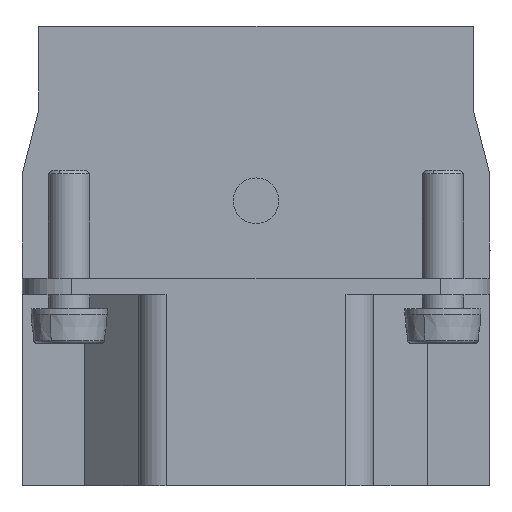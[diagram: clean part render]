
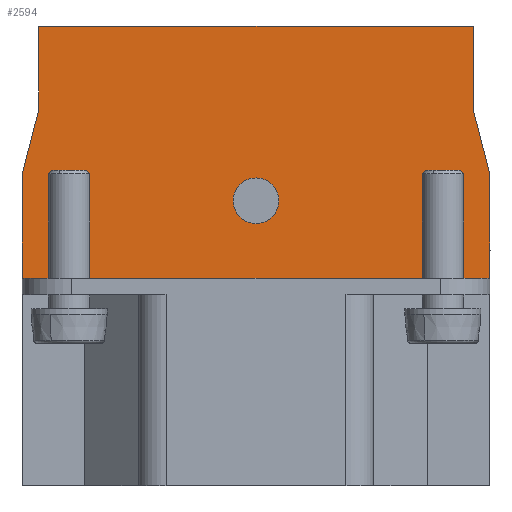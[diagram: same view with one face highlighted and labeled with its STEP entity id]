
A CAD part, left-side view. The second image highlights one B-rep face of the part: STEP entity #2594.
In plain terms, the highlighted planar face has unit normal (-1, 0, 0).
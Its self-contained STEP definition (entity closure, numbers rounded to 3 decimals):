
#2594=ADVANCED_FACE('',(#6295,#6296),#4527,.F.);
#4527=PLANE('',#34726);
#5799=CIRCLE('',#34725,1.65);
#6295=FACE_BOUND('',#6975,.T.);
#6296=FACE_BOUND('',#6976,.T.);
#6975=EDGE_LOOP('',(#11607));
#6976=EDGE_LOOP('',(#11608,#11609,#11610,#11611,#11612,#11613,#11614,#11615));
#11607=ORIENTED_EDGE('',*,*,#24122,.T.);
#11608=ORIENTED_EDGE('',*,*,#24123,.F.);
#11609=ORIENTED_EDGE('',*,*,#24124,.F.);
#11610=ORIENTED_EDGE('',*,*,#24107,.F.);
#11611=ORIENTED_EDGE('',*,*,#24121,.F.);
#11612=ORIENTED_EDGE('',*,*,#24087,.F.);
#11613=ORIENTED_EDGE('',*,*,#23672,.F.);
#11614=ORIENTED_EDGE('',*,*,#24125,.T.);
#11615=ORIENTED_EDGE('',*,*,#24126,.F.);
#20486=VERTEX_POINT('',#46193);
#20487=VERTEX_POINT('',#46195);
#20901=VERTEX_POINT('',#48141);
#20919=VERTEX_POINT('',#48180);
#20920=VERTEX_POINT('',#48182);
#20931=VERTEX_POINT('',#48210);
#20932=VERTEX_POINT('',#48212);
#20933=VERTEX_POINT('',#48213);
#20934=VERTEX_POINT('',#48216);
#23672=EDGE_CURVE('',#20486,#20487,#28200,.T.);
#24087=EDGE_CURVE('',#20487,#20901,#28439,.T.);
#24107=EDGE_CURVE('',#20919,#20920,#28459,.T.);
#24121=EDGE_CURVE('',#20901,#20919,#28473,.T.);
#24122=EDGE_CURVE('',#20931,#20931,#5799,.T.);
#24123=EDGE_CURVE('',#20932,#20933,#28474,.T.);
#24124=EDGE_CURVE('',#20920,#20932,#28475,.T.);
#24125=EDGE_CURVE('',#20486,#20934,#28476,.T.);
#24126=EDGE_CURVE('',#20933,#20934,#28477,.T.);
#28200=LINE('',#46194,#31298);
#28439=LINE('',#48140,#31537);
#28459=LINE('',#48181,#31557);
#28473=LINE('',#48207,#31571);
#28474=LINE('',#48211,#31572);
#28475=LINE('',#48214,#31573);
#28476=LINE('',#48215,#31574);
#28477=LINE('',#48217,#31575);
#31298=VECTOR('',#36762,1.);
#31537=VECTOR('',#37127,1.);
#31557=VECTOR('',#37151,1.);
#31571=VECTOR('',#37167,1.);
#31572=VECTOR('',#37172,1.);
#31573=VECTOR('',#37173,1.);
#31574=VECTOR('',#37174,1.);
#31575=VECTOR('',#37175,1.);
#34725=AXIS2_PLACEMENT_3D('',#48209,#37170,#37171);
#34726=AXIS2_PLACEMENT_3D('',#48218,#37176,#37177);
#36762=DIRECTION('',(0.,-1.,0.));
#37127=DIRECTION('',(0.,0.,-1.));
#37151=DIRECTION('',(0.,0.,-1.));
#37167=DIRECTION('',(0.,-0.25,-0.968));
#37170=DIRECTION('',(1.,0.,0.));
#37171=DIRECTION('',(0.,-1.,0.));
#37172=DIRECTION('',(0.,0.,1.));
#37173=DIRECTION('',(0.,1.,0.));
#37174=DIRECTION('',(0.,0.,-1.));
#37175=DIRECTION('',(0.,-0.25,0.968));
#37176=DIRECTION('',(1.,0.,0.));
#37177=DIRECTION('',(0.,1.,0.));
#46193=CARTESIAN_POINT('',(-39.218,34.309,32.9));
#46194=CARTESIAN_POINT('',(-39.218,34.309,32.9));
#46195=CARTESIAN_POINT('',(-39.218,2.909,32.9));
#48140=CARTESIAN_POINT('',(-39.218,2.909,32.4));
#48141=CARTESIAN_POINT('',(-39.218,2.909,26.84));
#48180=CARTESIAN_POINT('',(-39.218,1.709,22.2));
#48181=CARTESIAN_POINT('',(-39.218,1.709,16.2));
#48182=CARTESIAN_POINT('',(-39.218,1.709,14.7));
#48207=CARTESIAN_POINT('',(-39.218,2.95,27.));
#48209=CARTESIAN_POINT('',(-39.218,18.609,20.3));
#48210=CARTESIAN_POINT('',(-39.218,16.959,20.3));
#48211=CARTESIAN_POINT('',(-39.218,35.509,-0.3));
#48212=CARTESIAN_POINT('',(-39.218,35.509,14.7));
#48213=CARTESIAN_POINT('',(-39.218,35.509,22.2));
#48214=CARTESIAN_POINT('',(-39.218,1.679,14.7));
#48215=CARTESIAN_POINT('',(-39.218,34.309,32.4));
#48216=CARTESIAN_POINT('',(-39.218,34.309,26.84));
#48217=CARTESIAN_POINT('',(-39.218,35.005,24.15));
#48218=CARTESIAN_POINT('',(-39.218,1.209,-0.845));
